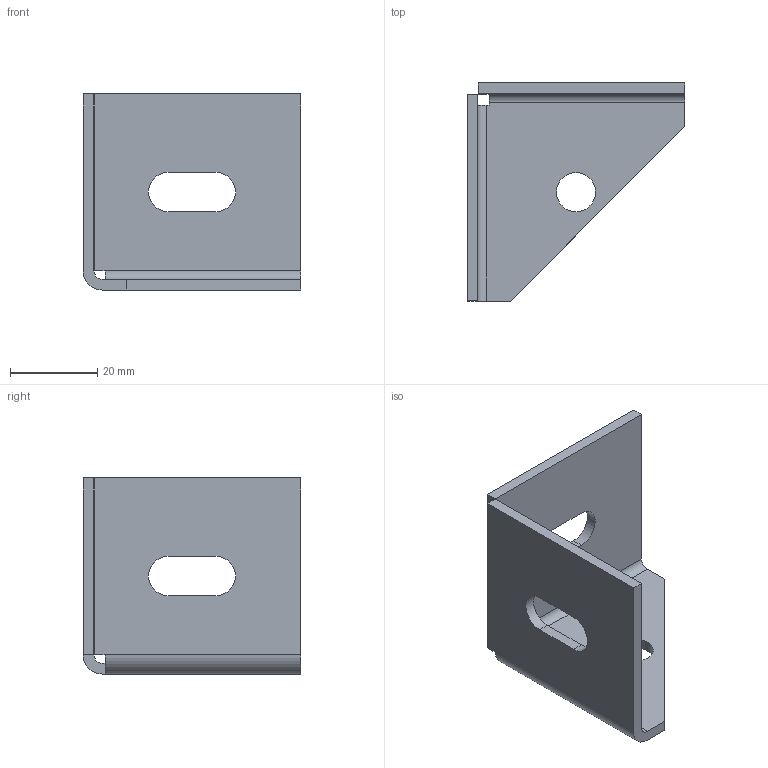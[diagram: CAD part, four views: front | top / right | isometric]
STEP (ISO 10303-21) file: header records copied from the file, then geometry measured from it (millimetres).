
FILE_DESCRIPTION(('Creo Elements/Direct Modeling STEP Export'),'2;1');
FILE_NAME('55.0200.3_Eckwinkel-MMS-55_50x50-ohne-Arretierung-chem-vernickelt.stp','2022-03-21T 8:07:27',(''),(''),'PTC Creo Elements/Direct Modeling STEP processor for AP214 (Solid Model)','PTC Creo Elements/Direct Modeling 19.0C 15-Aug-2015 (C) Parametric Technology GmbH','');
FILE_SCHEMA(('AUTOMOTIVE_DESIGN { 1 0 10303 214 1 1 1 1 }'));
Length unit declared in the file: millimetre
Products named in the file (2): Eckwinkel-MMS-55_50x50-ohne-Arretierung-chem-vernickelt_55.0200.3_PX176
192
Assembly tree (1 placements, depth 2):
  Eckwinkel-MMS-55_50x50-ohne-Arretierung-chem-vernickelt_55.0200.3_PX176
192
    Eckwinkel-MMS-55_50x50-ohne-Arretierung-chem-vernickelt_55.0200.3_PX176
192
Bounding box: 50 x 50 x 45 mm (x, y, z)
Volume: 12963 mm3; surface area: 11570.1 mm2
Topology: 1 solids, 1 shells, 31 faces, 83 edges, 54 vertices
Faces by surface type: plane 21, cylinder 10
Entity records: 1012 total; most frequent: CARTESIAN_POINT 168, ORIENTED_EDGE 166, DIRECTION 165, EDGE_CURVE 83, VECTOR 63, LINE 63, VERTEX_POINT 54, AXIS2_PLACEMENT_3D 51
